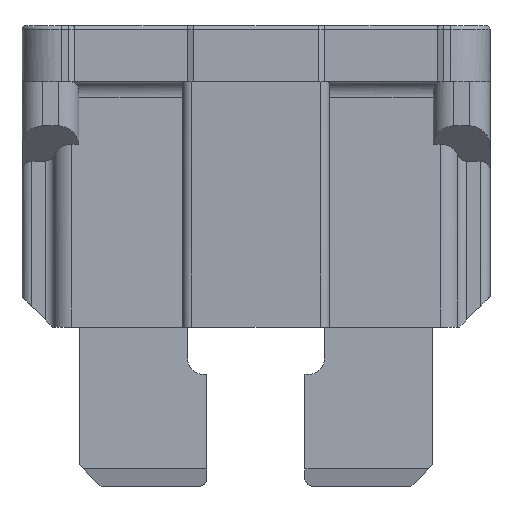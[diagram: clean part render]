
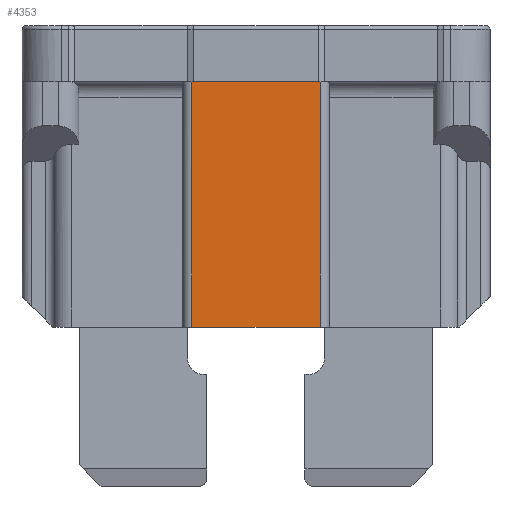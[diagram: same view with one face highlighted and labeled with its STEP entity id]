
A CAD part, top view. The second image highlights one B-rep face of the part: STEP entity #4353.
In plain terms, the highlighted planar face has unit normal (0, -0.018, 1).
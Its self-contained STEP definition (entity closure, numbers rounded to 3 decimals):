
#72=DIRECTION('',(1.,0.,0.));
#73=VECTOR('',#72,5.232);
#74=CARTESIAN_POINT('',(4.623,6.546,2.113));
#75=LINE('',#74,#73);
#1462=DIRECTION('',(0.,1.,0.018));
#1463=VECTOR('',#1462,10.016);
#1464=CARTESIAN_POINT('',(9.855,6.546,2.113));
#1465=LINE('',#1464,#1463);
#1466=CARTESIAN_POINT('',(9.855,16.56,2.291));
#1471=DIRECTION('',(0.,1.,0.018));
#1472=VECTOR('',#1471,10.016);
#1473=CARTESIAN_POINT('',(4.623,6.546,2.113));
#1474=LINE('',#1473,#1472);
#1575=DIRECTION('',(-1.,0.,0.));
#1576=VECTOR('',#1575,5.232);
#1577=CARTESIAN_POINT('',(9.855,16.56,2.291));
#1578=LINE('',#1577,#1576);
#2368=VERTEX_POINT('',#1466);
#2369=CARTESIAN_POINT('',(4.623,16.56,2.291));
#2370=VERTEX_POINT('',#2369);
#2406=CARTESIAN_POINT('',(4.623,6.546,2.113));
#2407=CARTESIAN_POINT('',(9.855,6.546,2.113));
#2408=VERTEX_POINT('',#2406);
#2409=VERTEX_POINT('',#2407);
#4340=CARTESIAN_POINT('',(7.239,16.56,2.291));
#4341=DIRECTION('',(0.,-0.018,1.));
#4342=DIRECTION('',(0.,1.,0.018));
#4343=AXIS2_PLACEMENT_3D('',#4340,#4341,#4342);
#4344=PLANE('',#4343);
#4345=ORIENTED_EDGE('',*,*,#4332,.F.);
#4346=ORIENTED_EDGE('',*,*,#2521,.F.);
#4348=ORIENTED_EDGE('',*,*,#4347,.T.);
#4350=ORIENTED_EDGE('',*,*,#4349,.F.);
#4351=EDGE_LOOP('',(#4345,#4346,#4348,#4350));
#4352=FACE_OUTER_BOUND('',#4351,.F.);
#4353=ADVANCED_FACE('',(#4352),#4344,.T.);
#2521=EDGE_CURVE('',#2408,#2409,#75,.T.);
#4332=EDGE_CURVE('',#2409,#2368,#1465,.T.);
#4347=EDGE_CURVE('',#2408,#2370,#1474,.T.);
#4349=EDGE_CURVE('',#2368,#2370,#1578,.T.);
